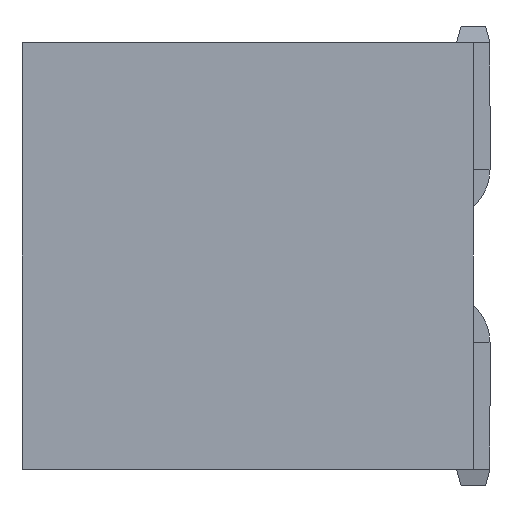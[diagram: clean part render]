
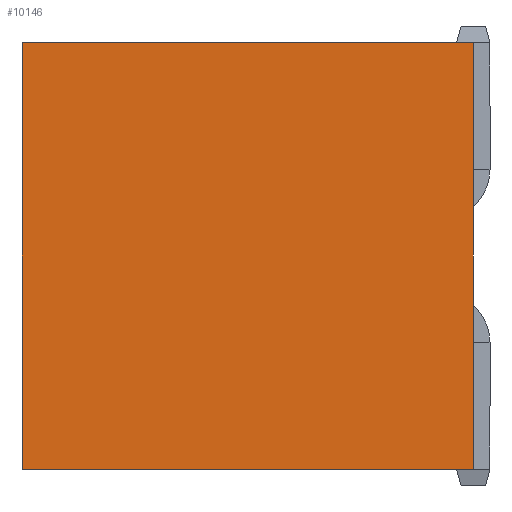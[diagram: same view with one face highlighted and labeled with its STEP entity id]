
A CAD part, left-side view. The second image highlights one B-rep face of the part: STEP entity #10146.
In plain terms, the highlighted planar face has unit normal (-1, 0, 0).
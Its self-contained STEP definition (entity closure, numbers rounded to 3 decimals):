
#44 = VERTEX_POINT ( 'NONE', #10689 ) ;
#242 = VECTOR ( 'NONE', #5691, 1000. ) ;
#394 = EDGE_CURVE ( 'NONE', #1358, #44, #5382, .T. ) ;
#636 = CARTESIAN_POINT ( 'NONE',  ( -6.325, 24.839, -2.55 ) ) ;
#667 = EDGE_LOOP ( 'NONE', ( #6402, #8997, #8417, #10581 ) ) ;
#833 = EDGE_CURVE ( 'NONE', #2805, #7602, #10937, .T. ) ;
#1253 = CARTESIAN_POINT ( 'NONE',  ( -6.325, 24.839, 2.55 ) ) ;
#1358 = VERTEX_POINT ( 'NONE', #5579 ) ;
#1644 = VECTOR ( 'NONE', #7100, 1000. ) ;
#2246 = LINE ( 'NONE', #1253, #6373 ) ;
#2324 = FACE_OUTER_BOUND ( 'NONE', #667, .T. ) ;
#2749 = CARTESIAN_POINT ( 'NONE',  ( -6.325, 0.2, 2.55 ) ) ;
#2805 = VERTEX_POINT ( 'NONE', #5288 ) ;
#3162 = LINE ( 'NONE', #636, #242 ) ;
#3799 = DIRECTION ( 'NONE',  ( 1., 0., 0. ) ) ;
#4590 = DIRECTION ( 'NONE',  ( 0., 0., -1. ) ) ;
#4624 = CARTESIAN_POINT ( 'NONE',  ( -6.325, 24.839, 2.55 ) ) ;
#5010 = EDGE_CURVE ( 'NONE', #7602, #44, #2246, .T. ) ;
#5288 = CARTESIAN_POINT ( 'NONE',  ( -6.325, 5.6, -2.55 ) ) ;
#5382 = LINE ( 'NONE', #2749, #7226 ) ;
#5428 = DIRECTION ( 'NONE',  ( 0., -1., 0. ) ) ;
#5579 = CARTESIAN_POINT ( 'NONE',  ( -6.325, 0.2, -2.55 ) ) ;
#5691 = DIRECTION ( 'NONE',  ( 0., -1., 0. ) ) ;
#6188 = CARTESIAN_POINT ( 'NONE',  ( -6.325, 5.6, 2.55 ) ) ;
#6373 = VECTOR ( 'NONE', #5428, 1000. ) ;
#6402 = ORIENTED_EDGE ( 'NONE', *, *, #833, .F. ) ;
#7100 = DIRECTION ( 'NONE',  ( 0., 0., 1. ) ) ;
#7226 = VECTOR ( 'NONE', #7892, 1000. ) ;
#7602 = VERTEX_POINT ( 'NONE', #9403 ) ;
#7892 = DIRECTION ( 'NONE',  ( 0., 0., 1. ) ) ;
#8114 = EDGE_CURVE ( 'NONE', #2805, #1358, #3162, .T. ) ;
#8417 = ORIENTED_EDGE ( 'NONE', *, *, #394, .T. ) ;
#8997 = ORIENTED_EDGE ( 'NONE', *, *, #8114, .T. ) ;
#9403 = CARTESIAN_POINT ( 'NONE',  ( -6.325, 5.6, 2.55 ) ) ;
#9802 = PLANE ( 'NONE',  #10394 ) ;
#10146 = ADVANCED_FACE ( 'NONE', ( #2324 ), #9802, .F. ) ;
#10394 = AXIS2_PLACEMENT_3D ( 'NONE', #4624, #3799, #4590 ) ;
#10581 = ORIENTED_EDGE ( 'NONE', *, *, #5010, .F. ) ;
#10689 = CARTESIAN_POINT ( 'NONE',  ( -6.325, 0.2, 2.55 ) ) ;
#10937 = LINE ( 'NONE', #6188, #1644 ) ;
